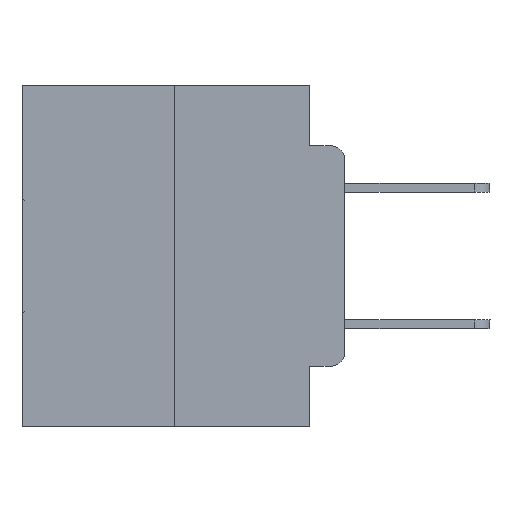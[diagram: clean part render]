
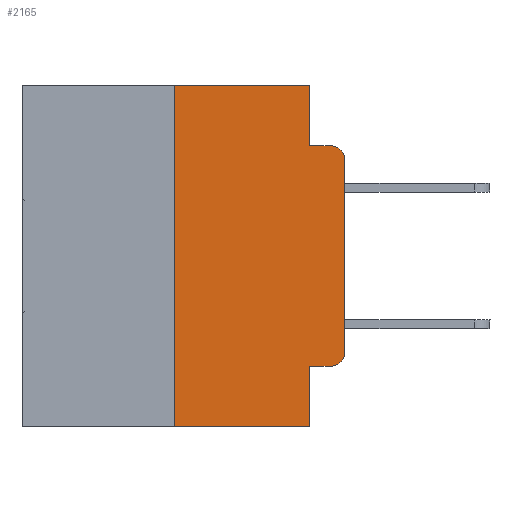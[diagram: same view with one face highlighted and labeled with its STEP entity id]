
A CAD part, left-side view. The second image highlights one B-rep face of the part: STEP entity #2165.
In plain terms, the highlighted planar face has unit normal (-1, 0, 0).
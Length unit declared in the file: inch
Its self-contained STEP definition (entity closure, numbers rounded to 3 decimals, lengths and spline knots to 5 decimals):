
#43 = DIRECTION ( 'NONE',  ( 0., 0., -1. ) ) ;
#221 = AXIS2_PLACEMENT_3D ( 'NONE', #8928, #6835, #43 ) ;
#520 = ORIENTED_EDGE ( 'NONE', *, *, #19261, .F. ) ;
#1747 = VERTEX_POINT ( 'NONE', #22946 ) ;
#2165 = ADVANCED_FACE ( 'NONE', ( #13340 ), #22423, .F. ) ;
#2372 = DIRECTION ( 'NONE',  ( -1., 0., 0. ) ) ;
#2577 = CARTESIAN_POINT ( 'NONE',  ( 0., 0., 0. ) ) ;
#2672 = VECTOR ( 'NONE', #13423, 39.37008 ) ;
#3016 = CARTESIAN_POINT ( 'NONE',  ( 0., 0., -0.3915 ) ) ;
#3526 = VECTOR ( 'NONE', #4866, 39.37008 ) ;
#3657 = LINE ( 'NONE', #4239, #29323 ) ;
#3870 = CARTESIAN_POINT ( 'NONE',  ( 0., 0.051, 0. ) ) ;
#4157 = VERTEX_POINT ( 'NONE', #29080 ) ;
#4239 = CARTESIAN_POINT ( 'NONE',  ( 0., 0.25, 0. ) ) ;
#4282 = LINE ( 'NONE', #28661, #2672 ) ;
#4866 = DIRECTION ( 'NONE',  ( 0., 0., -1. ) ) ;
#6337 = DIRECTION ( 'NONE',  ( 0., -1., 0. ) ) ;
#6790 = ORIENTED_EDGE ( 'NONE', *, *, #24656, .F. ) ;
#6822 = VECTOR ( 'NONE', #17639, 39.37008 ) ;
#6826 = CARTESIAN_POINT ( 'NONE',  ( 0., 0.02, -0.1085 ) ) ;
#6835 = DIRECTION ( 'NONE',  ( 1., 0., 0. ) ) ;
#6978 = EDGE_CURVE ( 'NONE', #1747, #7939, #17498, .T. ) ;
#7050 = AXIS2_PLACEMENT_3D ( 'NONE', #6826, #27621, #15992 ) ;
#7711 = VERTEX_POINT ( 'NONE', #18922 ) ;
#7793 = CARTESIAN_POINT ( 'NONE',  ( 0., 0.25, 0. ) ) ;
#7875 = VERTEX_POINT ( 'NONE', #8403 ) ;
#7939 = VERTEX_POINT ( 'NONE', #22335 ) ;
#8021 = CARTESIAN_POINT ( 'NONE',  ( 0., 0.051, -0.5 ) ) ;
#8384 = CARTESIAN_POINT ( 'NONE',  ( 0., 0.051, 0. ) ) ;
#8403 = CARTESIAN_POINT ( 'NONE',  ( 0., 0., -0.1085 ) ) ;
#8518 = DIRECTION ( 'NONE',  ( 0., 0., 1. ) ) ;
#8532 = ORIENTED_EDGE ( 'NONE', *, *, #10225, .T. ) ;
#8928 = CARTESIAN_POINT ( 'NONE',  ( 0., 0.473, 0. ) ) ;
#10225 = EDGE_CURVE ( 'NONE', #7939, #19248, #12766, .T. ) ;
#10837 = CIRCLE ( 'NONE', #7050, 0.02 ) ;
#11125 = ORIENTED_EDGE ( 'NONE', *, *, #14547, .F. ) ;
#11911 = ORIENTED_EDGE ( 'NONE', *, *, #21048, .F. ) ;
#11922 = ORIENTED_EDGE ( 'NONE', *, *, #21934, .T. ) ;
#12491 = EDGE_CURVE ( 'NONE', #19248, #7875, #25120, .T. ) ;
#12766 = CIRCLE ( 'NONE', #13724, 0.02 ) ;
#13340 = FACE_OUTER_BOUND ( 'NONE', #24627, .T. ) ;
#13423 = DIRECTION ( 'NONE',  ( 0., -1., 0. ) ) ;
#13655 = DIRECTION ( 'NONE',  ( 0., 0., 1. ) ) ;
#13724 = AXIS2_PLACEMENT_3D ( 'NONE', #27449, #2372, #18496 ) ;
#13872 = CARTESIAN_POINT ( 'NONE',  ( 0., 0.473, -0.5 ) ) ;
#14193 = VECTOR ( 'NONE', #13655, 39.37008 ) ;
#14547 = EDGE_CURVE ( 'NONE', #1747, #27488, #27267, .T. ) ;
#15082 = DIRECTION ( 'NONE',  ( 0., 0., -1. ) ) ;
#15302 = ORIENTED_EDGE ( 'NONE', *, *, #12491, .T. ) ;
#15992 = DIRECTION ( 'NONE',  ( 0., 0., -1. ) ) ;
#16088 = EDGE_CURVE ( 'NONE', #26222, #24169, #3657, .T. ) ;
#16089 = CARTESIAN_POINT ( 'NONE',  ( 0., 0.051, 0. ) ) ;
#16154 = CARTESIAN_POINT ( 'NONE',  ( 0., 0.25, -0.5 ) ) ;
#16160 = VECTOR ( 'NONE', #25474, 39.37008 ) ;
#16164 = ORIENTED_EDGE ( 'NONE', *, *, #26735, .T. ) ;
#16528 = LINE ( 'NONE', #13872, #16160 ) ;
#17498 = LINE ( 'NONE', #24216, #6822 ) ;
#17594 = CARTESIAN_POINT ( 'NONE',  ( 0., 0.051, -0.0885 ) ) ;
#17639 = DIRECTION ( 'NONE',  ( 0., -1., 0. ) ) ;
#17999 = ORIENTED_EDGE ( 'NONE', *, *, #16088, .F. ) ;
#18496 = DIRECTION ( 'NONE',  ( 0., 0., -1. ) ) ;
#18922 = CARTESIAN_POINT ( 'NONE',  ( 0., 0.051, -0.0885 ) ) ;
#19112 = ORIENTED_EDGE ( 'NONE', *, *, #6978, .T. ) ;
#19248 = VERTEX_POINT ( 'NONE', #3016 ) ;
#19261 = EDGE_CURVE ( 'NONE', #24169, #27813, #4282, .T. ) ;
#19934 = VECTOR ( 'NONE', #15082, 39.37008 ) ;
#21048 = EDGE_CURVE ( 'NONE', #7711, #4157, #26533, .T. ) ;
#21934 = EDGE_CURVE ( 'NONE', #7875, #4157, #10837, .T. ) ;
#22335 = CARTESIAN_POINT ( 'NONE',  ( 0., 0.02, -0.4115 ) ) ;
#22423 = PLANE ( 'NONE',  #221 ) ;
#22946 = CARTESIAN_POINT ( 'NONE',  ( 0., 0.051, -0.4115 ) ) ;
#24169 = VERTEX_POINT ( 'NONE', #7793 ) ;
#24216 = CARTESIAN_POINT ( 'NONE',  ( 0., 0.051, -0.4115 ) ) ;
#24627 = EDGE_LOOP ( 'NONE', ( #15302, #11922, #11911, #6790, #520, #17999, #16164, #11125, #19112, #8532 ) ) ;
#24656 = EDGE_CURVE ( 'NONE', #27813, #7711, #28649, .T. ) ;
#25120 = LINE ( 'NONE', #2577, #14193 ) ;
#25474 = DIRECTION ( 'NONE',  ( 0., -1., 0. ) ) ;
#26222 = VERTEX_POINT ( 'NONE', #16154 ) ;
#26439 = VECTOR ( 'NONE', #6337, 39.37008 ) ;
#26533 = LINE ( 'NONE', #17594, #26439 ) ;
#26735 = EDGE_CURVE ( 'NONE', #26222, #27488, #16528, .T. ) ;
#27267 = LINE ( 'NONE', #16089, #3526 ) ;
#27449 = CARTESIAN_POINT ( 'NONE',  ( 0., 0.02, -0.3915 ) ) ;
#27488 = VERTEX_POINT ( 'NONE', #8021 ) ;
#27621 = DIRECTION ( 'NONE',  ( -1., 0., 0. ) ) ;
#27813 = VERTEX_POINT ( 'NONE', #8384 ) ;
#28649 = LINE ( 'NONE', #3870, #19934 ) ;
#28661 = CARTESIAN_POINT ( 'NONE',  ( 0., 0.473, 0. ) ) ;
#29080 = CARTESIAN_POINT ( 'NONE',  ( 0., 0.02, -0.0885 ) ) ;
#29323 = VECTOR ( 'NONE', #8518, 39.37008 ) ;
